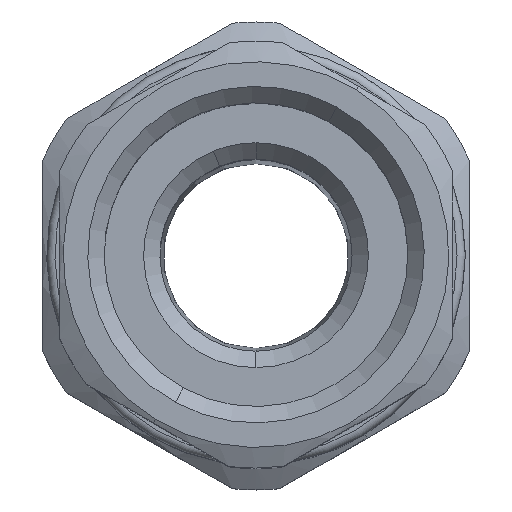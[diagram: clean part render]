
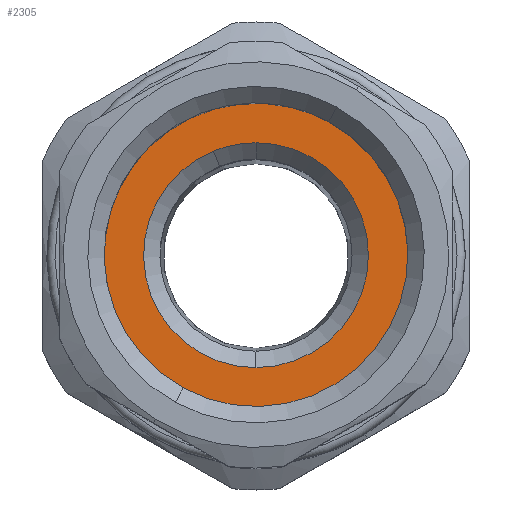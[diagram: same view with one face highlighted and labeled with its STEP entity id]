
A CAD part, top view. The second image highlights one B-rep face of the part: STEP entity #2305.
In plain terms, the highlighted planar face has unit normal (0, 0, 1).
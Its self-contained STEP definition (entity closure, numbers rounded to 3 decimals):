
#2159=AXIS2_PLACEMENT_3D('Circle Axis2P3D',#2157,#2158,$) ;
#2273=AXIS2_PLACEMENT_3D('Plane Axis2P3D',#2270,#2271,#2272) ;
#2281=AXIS2_PLACEMENT_3D('Circle Axis2P3D',#2279,#2280,$) ;
#2290=AXIS2_PLACEMENT_3D('Circle Axis2P3D',#2288,#2289,$) ;
#2297=AXIS2_PLACEMENT_3D('Circle Axis2P3D',#2295,#2296,$) ;
#2147=CARTESIAN_POINT('Vertex',(8.565,6.132,51.75)) ;
#2154=CARTESIAN_POINT('Vertex',(17.435,22.368,51.75)) ;
#2157=CARTESIAN_POINT('Axis2P3D Location',(13.,14.25,51.75)) ;
#2175=CARTESIAN_POINT('Control Point',(8.565,6.132,51.75)) ;
#2176=CARTESIAN_POINT('Control Point',(7.29,6.829,51.75)) ;
#2177=CARTESIAN_POINT('Control Point',(6.152,7.776,51.75)) ;
#2178=CARTESIAN_POINT('Control Point',(5.216,8.938,51.75)) ;
#2179=CARTESIAN_POINT('Control Point',(3.85,11.565,51.75)) ;
#2180=CARTESIAN_POINT('Control Point',(3.58,14.515,51.75)) ;
#2181=CARTESIAN_POINT('Control Point',(3.74,15.998,51.75)) ;
#2182=CARTESIAN_POINT('Control Point',(4.632,18.821,51.75)) ;
#2183=CARTESIAN_POINT('Control Point',(6.526,21.098,51.75)) ;
#2184=CARTESIAN_POINT('Control Point',(7.688,22.034,51.75)) ;
#2185=CARTESIAN_POINT('Control Point',(10.315,23.4,51.75)) ;
#2186=CARTESIAN_POINT('Control Point',(13.265,23.67,51.75)) ;
#2187=CARTESIAN_POINT('Control Point',(14.748,23.51,51.75)) ;
#2188=CARTESIAN_POINT('Control Point',(16.16,23.064,51.75)) ;
#2189=CARTESIAN_POINT('Control Point',(17.435,22.368,51.75)) ;
#2270=CARTESIAN_POINT('Axis2P3D Location',(13.,14.25,51.75)) ;
#2279=CARTESIAN_POINT('Axis2P3D Location',(13.,14.25,51.75)) ;
#2283=CARTESIAN_POINT('Vertex',(13.,7.4,51.75)) ;
#2285=CARTESIAN_POINT('Vertex',(10.413,20.593,51.75)) ;
#2288=CARTESIAN_POINT('Axis2P3D Location',(13.,14.25,51.75)) ;
#2292=CARTESIAN_POINT('Vertex',(13.,21.1,51.75)) ;
#2295=CARTESIAN_POINT('Axis2P3D Location',(13.,14.25,51.75)) ;
#2158=DIRECTION('Axis2P3D Direction',(0.,0.,-1.)) ;
#2271=DIRECTION('Axis2P3D Direction',(0.,0.,-1.)) ;
#2272=DIRECTION('Axis2P3D XDirection',(0.,-1.,0.)) ;
#2280=DIRECTION('Axis2P3D Direction',(0.,0.,-1.)) ;
#2289=DIRECTION('Axis2P3D Direction',(0.,0.,-1.)) ;
#2296=DIRECTION('Axis2P3D Direction',(0.,0.,-1.)) ;
#2276=ORIENTED_EDGE('',*,*,#2161,.F.) ;
#2277=ORIENTED_EDGE('',*,*,#2190,.F.) ;
#2301=ORIENTED_EDGE('',*,*,#2287,.T.) ;
#2302=ORIENTED_EDGE('',*,*,#2294,.T.) ;
#2303=ORIENTED_EDGE('',*,*,#2299,.T.) ;
#2304=FACE_BOUND('',#2300,.T.) ;
#2305=ADVANCED_FACE('Body',(#2278,#2304),#2274,.F.) ;
#2174=B_SPLINE_CURVE_WITH_KNOTS('',5,(#2175,#2176,#2177,#2178,#2179,#2180,#2181,#2182,#2183,#2184,#2185,#2186,#2187,#2188,#2189),.UNSPECIFIED.,.F.,.U.,(6,3,3,3,6),(-14.53,-7.265,0.,7.265,14.53),.UNSPECIFIED.) ;
#2160=CIRCLE('generated circle',#2159,9.25) ;
#2282=CIRCLE('generated circle',#2281,6.85) ;
#2291=CIRCLE('generated circle',#2290,6.85) ;
#2298=CIRCLE('generated circle',#2297,6.85) ;
#2161=EDGE_CURVE('',#2155,#2148,#2160,.T.) ;
#2190=EDGE_CURVE('',#2148,#2155,#2174,.T.) ;
#2287=EDGE_CURVE('',#2284,#2286,#2282,.T.) ;
#2294=EDGE_CURVE('',#2286,#2293,#2291,.T.) ;
#2299=EDGE_CURVE('',#2293,#2284,#2298,.T.) ;
#2275=EDGE_LOOP('',(#2276,#2277)) ;
#2300=EDGE_LOOP('',(#2301,#2302,#2303)) ;
#2278=FACE_OUTER_BOUND('',#2275,.T.) ;
#2274=PLANE('',#2273) ;
#2148=VERTEX_POINT('',#2147) ;
#2155=VERTEX_POINT('',#2154) ;
#2284=VERTEX_POINT('',#2283) ;
#2286=VERTEX_POINT('',#2285) ;
#2293=VERTEX_POINT('',#2292) ;
